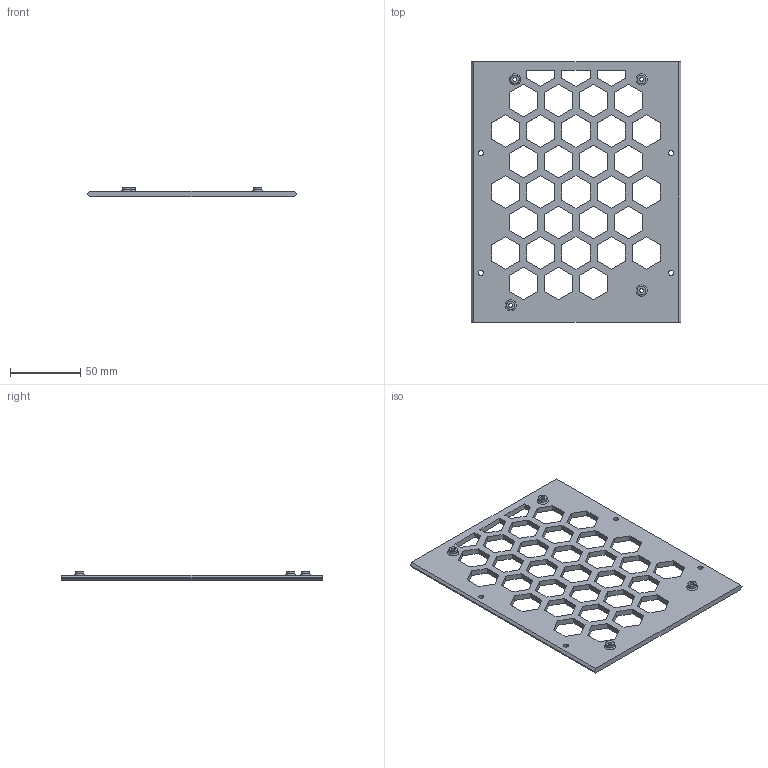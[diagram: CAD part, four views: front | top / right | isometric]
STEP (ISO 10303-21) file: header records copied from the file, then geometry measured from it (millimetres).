
FILE_DESCRIPTION(/* description */ (''),/* implementation_level */ '2;1');
FILE_NAME(/* name */ 'MCU Tray - BTT Manta M8P.step',/* time_stamp */ '2022-10-25T10:42:40-05:00',/* author */ (''),/* organization */ (''),/* preprocessor_version */ 'ST-DEVELOPER v19.2',/* originating_system */ 'Autodesk Translation Framework v11.17.0.187',/* authorisation */ '');
FILE_SCHEMA (('AUTOMOTIVE_DESIGN { 1 0 10303 214 3 1 1 }'));
Length unit declared in the file: millimetre
Products named in the file (1): MCU Tray - BTT Manta M8P
Bounding box: 148.6 x 184.85 x 7 mm (x, y, z)
Volume: 65048.4 mm3; surface area: 44449.1 mm2
Topology: 1 solids, 1 shells, 225 faces, 653 edges, 434 vertices
Faces by surface type: plane 209, cylinder 12, torus 4
Full cylindrical faces by diameter (mm): 2.8 x4, 3.6 x4, 6 x4
Entity records: 7484 total; most frequent: CARTESIAN_POINT 1313, ORIENTED_EDGE 1306, DIRECTION 1137, EDGE_CURVE 653, LINE 621, VECTOR 621, VERTEX_POINT 434, EDGE_LOOP 311
